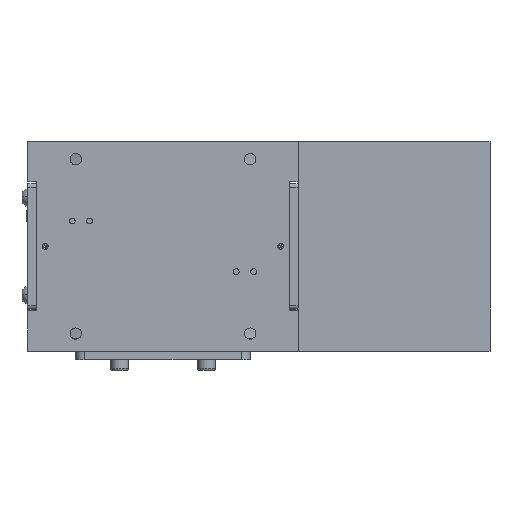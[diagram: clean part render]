
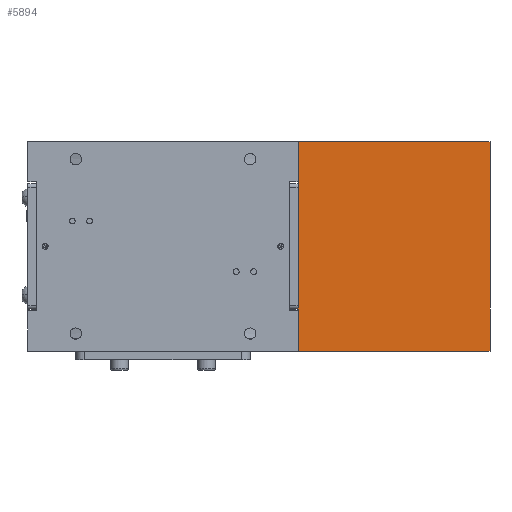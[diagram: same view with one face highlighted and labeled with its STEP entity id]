
A CAD part, front view. The second image highlights one B-rep face of the part: STEP entity #5894.
In plain terms, the highlighted planar face has unit normal (0, -1, 0).
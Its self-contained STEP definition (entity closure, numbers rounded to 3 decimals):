
#824 = ORIENTED_EDGE ( 'NONE', *, *, #35768, .T. ) ;
#1605 = EDGE_CURVE ( 'NONE', #34390, #24924, #4339, .T. ) ;
#4134 = CARTESIAN_POINT ( 'NONE',  ( -9.872, -12.157, -54.501 ) ) ;
#4339 = LINE ( 'NONE', #29591, #51621 ) ;
#5894 = ADVANCED_FACE ( 'NONE', ( #18806 ), #18474, .T. ) ;
#7200 = EDGE_CURVE ( 'NONE', #24924, #40137, #48801, .T. ) ;
#7821 = AXIS2_PLACEMENT_3D ( 'NONE', #29114, #54005, #59305 ) ;
#8650 = DIRECTION ( 'NONE',  ( -1., 0., 0. ) ) ;
#15779 = EDGE_CURVE ( 'NONE', #65334, #34390, #65065, .T. ) ;
#18474 = PLANE ( 'NONE',  #7821 ) ;
#18806 = FACE_OUTER_BOUND ( 'NONE', #29660, .T. ) ;
#19245 = CARTESIAN_POINT ( 'NONE',  ( 100.128, -12.157, -54.501 ) ) ;
#22368 = VECTOR ( 'NONE', #22924, 1000. ) ;
#22924 = DIRECTION ( 'NONE',  ( 0., 0., 1. ) ) ;
#23373 = CARTESIAN_POINT ( 'NONE',  ( 100.128, -12.157, -54.501 ) ) ;
#23584 = LINE ( 'NONE', #19245, #22368 ) ;
#24924 = VERTEX_POINT ( 'NONE', #4134 ) ;
#29034 = ORIENTED_EDGE ( 'NONE', *, *, #15779, .T. ) ;
#29114 = CARTESIAN_POINT ( 'NONE',  ( -9.872, -12.157, -54.501 ) ) ;
#29180 = ORIENTED_EDGE ( 'NONE', *, *, #7200, .T. ) ;
#29591 = CARTESIAN_POINT ( 'NONE',  ( -9.872, -12.157, -54.501 ) ) ;
#29660 = EDGE_LOOP ( 'NONE', ( #29180, #824, #29034, #40946 ) ) ;
#32567 = CARTESIAN_POINT ( 'NONE',  ( -9.872, -12.157, -54.501 ) ) ;
#32889 = DIRECTION ( 'NONE',  ( 1., 0., 0. ) ) ;
#34390 = VERTEX_POINT ( 'NONE', #51106 ) ;
#35768 = EDGE_CURVE ( 'NONE', #40137, #65334, #23584, .T. ) ;
#38692 = CARTESIAN_POINT ( 'NONE',  ( 100.128, -12.157, 65.499 ) ) ;
#40137 = VERTEX_POINT ( 'NONE', #23373 ) ;
#40946 = ORIENTED_EDGE ( 'NONE', *, *, #1605, .T. ) ;
#43526 = DIRECTION ( 'NONE',  ( 0., 0., -1. ) ) ;
#48512 = VECTOR ( 'NONE', #8650, 1000. ) ;
#48801 = LINE ( 'NONE', #32567, #63831 ) ;
#51106 = CARTESIAN_POINT ( 'NONE',  ( -9.872, -12.157, 65.499 ) ) ;
#51621 = VECTOR ( 'NONE', #43526, 1000. ) ;
#54005 = DIRECTION ( 'NONE',  ( 0., -1., 0. ) ) ;
#55117 = CARTESIAN_POINT ( 'NONE',  ( -9.872, -12.157, 65.499 ) ) ;
#59305 = DIRECTION ( 'NONE',  ( 0., 0., -1. ) ) ;
#63831 = VECTOR ( 'NONE', #32889, 1000. ) ;
#65065 = LINE ( 'NONE', #55117, #48512 ) ;
#65334 = VERTEX_POINT ( 'NONE', #38692 ) ;
